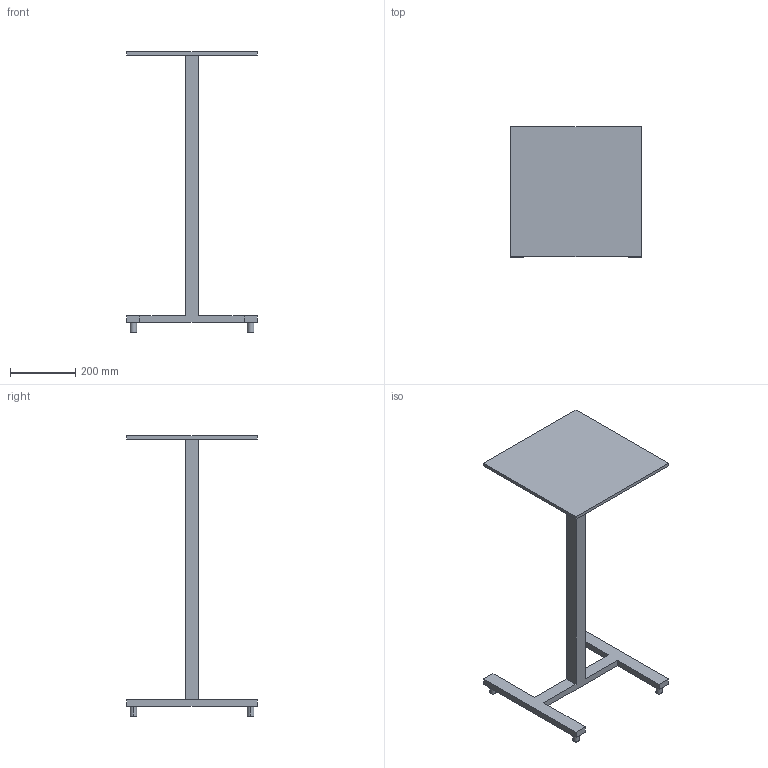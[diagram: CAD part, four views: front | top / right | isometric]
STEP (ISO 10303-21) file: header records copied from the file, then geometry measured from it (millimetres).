
FILE_DESCRIPTION(('CATIA V5 STEP Exchange'),'2;1');
FILE_NAME('masaintremotoabb.stp','2022-03-17T08:19:11+00:00',('none'),('none'),'CATIA Version 5-6 Release 2017','CATIA V5 STEP AP203','none');
FILE_SCHEMA(('CONFIG_CONTROL_DESIGN'));
Length unit declared in the file: millimetre
Products named in the file (1): Part1
Bounding box: 400 x 400 x 860 mm (x, y, z)
Volume: 3813699.1 mm3; surface area: 604339.8 mm2
Topology: 1 solids, 1 shells, 35 faces, 84 edges, 56 vertices
Faces by surface type: plane 27, cylinder 8
Entity records: 959 total; most frequent: ORIENTED_EDGE 168, CARTESIAN_POINT 160, DIRECTION 122, EDGE_CURVE 84, VECTOR 68, LINE 68, VERTEX_POINT 56, EDGE_LOOP 40
